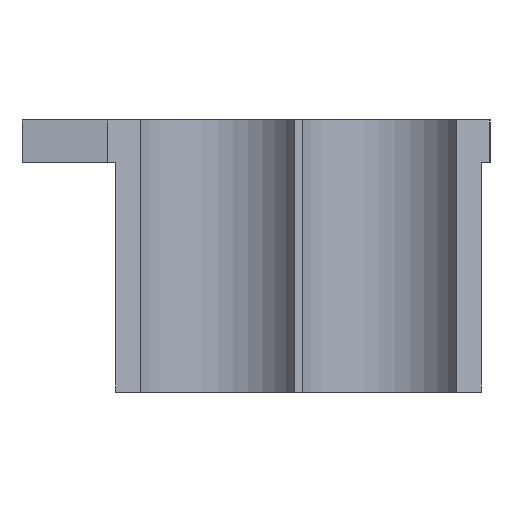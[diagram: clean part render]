
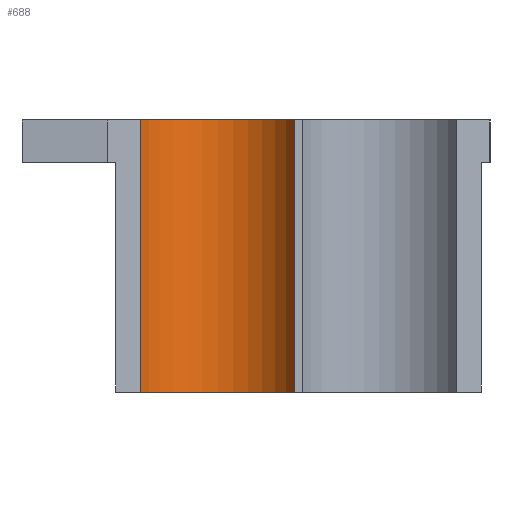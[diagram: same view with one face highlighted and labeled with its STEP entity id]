
A CAD part, left-side view. The second image highlights one B-rep face of the part: STEP entity #688.
In plain terms, the highlighted cylindrical face has radius 21 mm (diameter 42 mm), a partial arc.
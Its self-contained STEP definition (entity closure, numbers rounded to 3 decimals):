
#68=FACE_OUTER_BOUND('',#115,.T.);
#115=EDGE_LOOP('',(#526,#527,#528,#529));
#175=LINE('',#1087,#236);
#176=LINE('',#1090,#237);
#236=VECTOR('',#872,10.);
#237=VECTOR('',#875,10.);
#280=CIRCLE('',#739,21.);
#292=CIRCLE('',#756,21.);
#319=VERTEX_POINT('',#1033);
#320=VERTEX_POINT('',#1035);
#343=VERTEX_POINT('',#1085);
#344=VERTEX_POINT('',#1089);
#385=EDGE_CURVE('',#319,#320,#280,.T.);
#411=EDGE_CURVE('',#319,#343,#175,.T.);
#412=EDGE_CURVE('',#344,#320,#176,.T.);
#419=EDGE_CURVE('',#343,#344,#292,.T.);
#526=ORIENTED_EDGE('',*,*,#411,.T.);
#527=ORIENTED_EDGE('',*,*,#419,.T.);
#528=ORIENTED_EDGE('',*,*,#412,.T.);
#529=ORIENTED_EDGE('',*,*,#385,.F.);
#664=CYLINDRICAL_SURFACE('',#755,21.);
#688=ADVANCED_FACE('',(#68),#664,.F.);
#739=AXIS2_PLACEMENT_3D('',#1036,#830,#831);
#755=AXIS2_PLACEMENT_3D('',#1102,#884,#885);
#756=AXIS2_PLACEMENT_3D('',#1103,#886,#887);
#830=DIRECTION('center_axis',(0.,0.,-1.));
#831=DIRECTION('ref_axis',(1.,0.,0.));
#872=DIRECTION('',(0.,0.,-1.));
#875=DIRECTION('',(0.,0.,1.));
#884=DIRECTION('center_axis',(0.,0.,1.));
#885=DIRECTION('ref_axis',(1.,0.,0.));
#886=DIRECTION('center_axis',(0.,0.,-1.));
#887=DIRECTION('ref_axis',(1.,0.,0.));
#1033=CARTESIAN_POINT('',(164.5,77.292,10.));
#1035=CARTESIAN_POINT('',(185.5,40.919,10.));
#1036=CARTESIAN_POINT('Origin',(175.,59.105,10.));
#1085=CARTESIAN_POINT('',(164.5,77.292,-54.));
#1087=CARTESIAN_POINT('',(164.5,77.292,0.));
#1089=CARTESIAN_POINT('',(185.5,40.919,-54.));
#1090=CARTESIAN_POINT('',(185.5,40.919,0.));
#1102=CARTESIAN_POINT('Origin',(175.,59.105,0.));
#1103=CARTESIAN_POINT('Origin',(175.,59.105,-54.));
